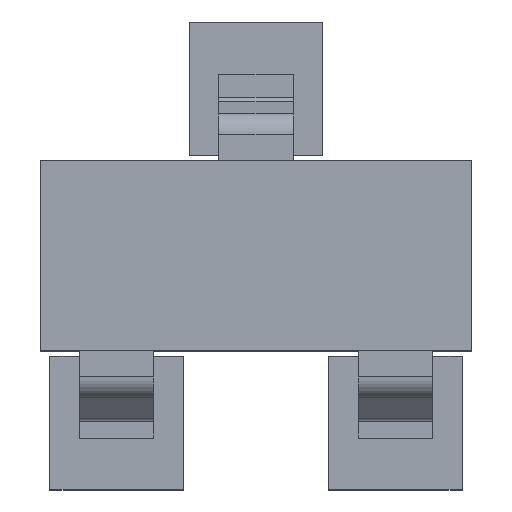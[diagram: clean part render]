
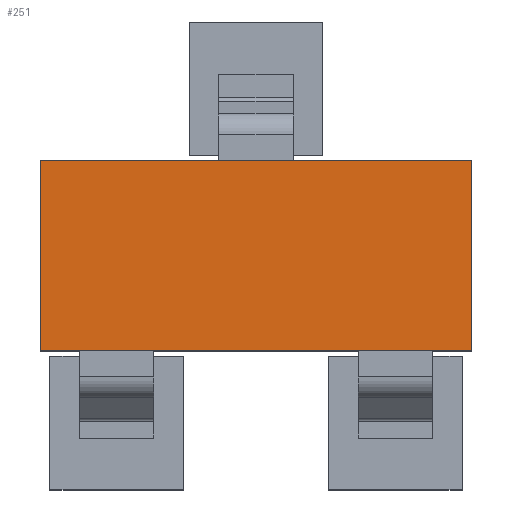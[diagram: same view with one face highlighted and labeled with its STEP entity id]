
A CAD part, top view. The second image highlights one B-rep face of the part: STEP entity #251.
In plain terms, the highlighted planar face has unit normal (0, 0, 1).
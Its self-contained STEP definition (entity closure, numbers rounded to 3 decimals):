
#251=ADVANCED_FACE('',(#359),#311,.T.);
#311=PLANE('',#1317);
#359=FACE_OUTER_BOUND('',#414,.T.);
#414=EDGE_LOOP('',(#480,#481,#482,#483));
#480=ORIENTED_EDGE('',*,*,#896,.T.);
#481=ORIENTED_EDGE('',*,*,#897,.T.);
#482=ORIENTED_EDGE('',*,*,#898,.T.);
#483=ORIENTED_EDGE('',*,*,#899,.T.);
#792=VERTEX_POINT('',#1705);
#793=VERTEX_POINT('',#1706);
#794=VERTEX_POINT('',#1708);
#795=VERTEX_POINT('',#1710);
#896=EDGE_CURVE('',#792,#793,#1052,.T.);
#897=EDGE_CURVE('',#793,#794,#1053,.T.);
#898=EDGE_CURVE('',#794,#795,#1054,.T.);
#899=EDGE_CURVE('',#795,#792,#1055,.T.);
#1052=LINE('',#1704,#1184);
#1053=LINE('',#1707,#1185);
#1054=LINE('',#1709,#1186);
#1055=LINE('',#1711,#1187);
#1184=VECTOR('',#1403,1.);
#1185=VECTOR('',#1404,1.);
#1186=VECTOR('',#1405,1.);
#1187=VECTOR('',#1406,1.);
#1317=AXIS2_PLACEMENT_3D('',#1712,#1407,#1408);
#1403=DIRECTION('',(0.,1.,0.));
#1404=DIRECTION('',(-1.,0.,0.));
#1405=DIRECTION('',(0.,-1.,0.));
#1406=DIRECTION('',(1.,0.,0.));
#1407=DIRECTION('',(0.,0.,1.));
#1408=DIRECTION('',(-1.,0.,0.));
#1704=CARTESIAN_POINT('',(1.475,-0.65,1.186));
#1705=CARTESIAN_POINT('',(1.475,-0.65,1.186));
#1706=CARTESIAN_POINT('',(1.475,0.65,1.186));
#1707=CARTESIAN_POINT('',(1.475,0.65,1.186));
#1708=CARTESIAN_POINT('',(-1.475,0.65,1.186));
#1709=CARTESIAN_POINT('',(-1.475,0.65,1.186));
#1710=CARTESIAN_POINT('',(-1.475,-0.65,1.186));
#1711=CARTESIAN_POINT('',(-1.475,-0.65,1.186));
#1712=CARTESIAN_POINT('',(0.,0.,1.186));
